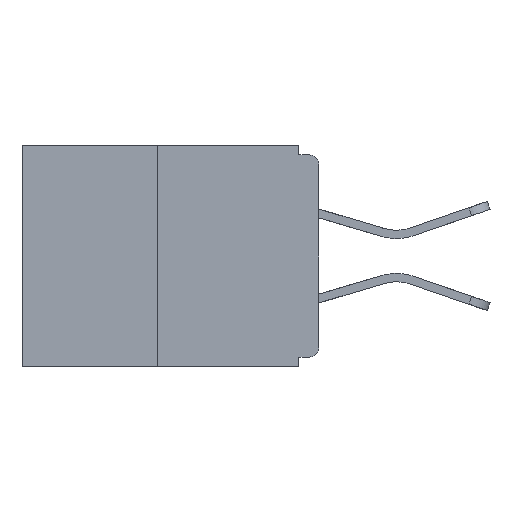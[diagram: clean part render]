
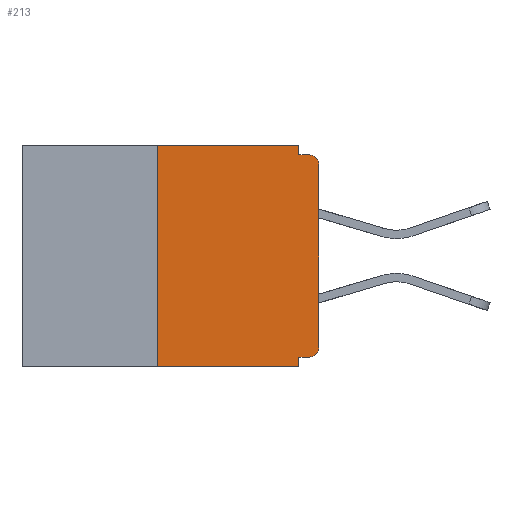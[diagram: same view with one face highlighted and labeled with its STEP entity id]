
A CAD part, left-side view. The second image highlights one B-rep face of the part: STEP entity #213.
In plain terms, the highlighted planar face has unit normal (-1, 0, 0).
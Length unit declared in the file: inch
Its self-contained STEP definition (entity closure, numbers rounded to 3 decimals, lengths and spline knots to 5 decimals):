
#90 = EDGE_CURVE ( 'NONE', #6407, #7368, #7632, .T. ) ;
#161 = DIRECTION ( 'NONE',  ( 0., 0., 1. ) ) ;
#163 = ORIENTED_EDGE ( 'NONE', *, *, #8239, .F. ) ;
#213 = ADVANCED_FACE ( 'NONE', ( #10394 ), #11563, .F. ) ;
#375 = DIRECTION ( 'NONE',  ( 0., -1., 0. ) ) ;
#480 = CARTESIAN_POINT ( 'NONE',  ( 0., 0., -0.313 ) ) ;
#539 = DIRECTION ( 'NONE',  ( 1., 0., 0. ) ) ;
#880 = DIRECTION ( 'NONE',  ( 0., -1., 0. ) ) ;
#917 = ORIENTED_EDGE ( 'NONE', *, *, #7953, .T. ) ;
#1058 = AXIS2_PLACEMENT_3D ( 'NONE', #10227, #7355, #3733 ) ;
#1064 = CARTESIAN_POINT ( 'NONE',  ( 0., 0.031, -0.343 ) ) ;
#1102 = CARTESIAN_POINT ( 'NONE',  ( 0., 0.031, -0.328 ) ) ;
#1123 = ORIENTED_EDGE ( 'NONE', *, *, #1581, .T. ) ;
#1245 = CARTESIAN_POINT ( 'NONE',  ( 0., 0.25, 0. ) ) ;
#1489 = CARTESIAN_POINT ( 'NONE',  ( 0., 0.031, 0. ) ) ;
#1554 = EDGE_CURVE ( 'NONE', #10820, #10244, #4506, .T. ) ;
#1581 = EDGE_CURVE ( 'NONE', #9793, #10521, #3789, .T. ) ;
#1583 = DIRECTION ( 'NONE',  ( 0., 0., -1. ) ) ;
#1738 = CARTESIAN_POINT ( 'NONE',  ( 0., 0.25, -0.343 ) ) ;
#1798 = ORIENTED_EDGE ( 'NONE', *, *, #90, .F. ) ;
#2170 = EDGE_CURVE ( 'NONE', #10244, #6507, #4921, .T. ) ;
#2391 = DIRECTION ( 'NONE',  ( 0., 0., -1. ) ) ;
#2779 = VECTOR ( 'NONE', #5716, 39.37008 ) ;
#3115 = AXIS2_PLACEMENT_3D ( 'NONE', #8121, #11733, #1583 ) ;
#3536 = VECTOR ( 'NONE', #7492, 39.37008 ) ;
#3603 = AXIS2_PLACEMENT_3D ( 'NONE', #6029, #539, #2391 ) ;
#3646 = VECTOR ( 'NONE', #5970, 39.37008 ) ;
#3733 = DIRECTION ( 'NONE',  ( 0., 0., -1. ) ) ;
#3789 = CIRCLE ( 'NONE', #1058, 0.015 ) ;
#3811 = CARTESIAN_POINT ( 'NONE',  ( 0., 0.46, 0. ) ) ;
#3915 = CARTESIAN_POINT ( 'NONE',  ( 0., 0.031, -0.343 ) ) ;
#4095 = VERTEX_POINT ( 'NONE', #11435 ) ;
#4197 = LINE ( 'NONE', #4997, #3646 ) ;
#4304 = ORIENTED_EDGE ( 'NONE', *, *, #1554, .F. ) ;
#4409 = VECTOR ( 'NONE', #10185, 39.37008 ) ;
#4506 = LINE ( 'NONE', #3811, #9708 ) ;
#4586 = CARTESIAN_POINT ( 'NONE',  ( 0., 0.015, -0.015 ) ) ;
#4815 = EDGE_LOOP ( 'NONE', ( #4304, #9389, #5369, #1798, #9243, #1123, #917, #6851, #163, #10675 ) ) ;
#4921 = LINE ( 'NONE', #11647, #5219 ) ;
#4997 = CARTESIAN_POINT ( 'NONE',  ( 0., 0., 0. ) ) ;
#5219 = VECTOR ( 'NONE', #5309, 39.37008 ) ;
#5309 = DIRECTION ( 'NONE',  ( 0., 0., -1. ) ) ;
#5369 = ORIENTED_EDGE ( 'NONE', *, *, #7349, .T. ) ;
#5486 = LINE ( 'NONE', #5917, #6625 ) ;
#5655 = CARTESIAN_POINT ( 'NONE',  ( 0., 0., -0.328 ) ) ;
#5716 = DIRECTION ( 'NONE',  ( 0., 0., -1. ) ) ;
#5917 = CARTESIAN_POINT ( 'NONE',  ( 0., 0., -0.015 ) ) ;
#5961 = EDGE_CURVE ( 'NONE', #9793, #6407, #7833, .T. ) ;
#5970 = DIRECTION ( 'NONE',  ( 0., 0., 1. ) ) ;
#6029 = CARTESIAN_POINT ( 'NONE',  ( 0., 0.46, 0. ) ) ;
#6407 = VERTEX_POINT ( 'NONE', #1102 ) ;
#6489 = CARTESIAN_POINT ( 'NONE',  ( 0., 0.25, 0. ) ) ;
#6507 = VERTEX_POINT ( 'NONE', #10597 ) ;
#6625 = VECTOR ( 'NONE', #375, 39.37008 ) ;
#6851 = ORIENTED_EDGE ( 'NONE', *, *, #8505, .T. ) ;
#7159 = LINE ( 'NONE', #6489, #10769 ) ;
#7284 = CARTESIAN_POINT ( 'NONE',  ( 0., 0.015, -0.328 ) ) ;
#7349 = EDGE_CURVE ( 'NONE', #10718, #7368, #11773, .T. ) ;
#7355 = DIRECTION ( 'NONE',  ( -1., 0., 0. ) ) ;
#7368 = VERTEX_POINT ( 'NONE', #3915 ) ;
#7492 = DIRECTION ( 'NONE',  ( 0., 1., 0. ) ) ;
#7517 = VERTEX_POINT ( 'NONE', #4586 ) ;
#7632 = LINE ( 'NONE', #1064, #2779 ) ;
#7833 = LINE ( 'NONE', #5655, #3536 ) ;
#7953 = EDGE_CURVE ( 'NONE', #10521, #4095, #4197, .T. ) ;
#8121 = CARTESIAN_POINT ( 'NONE',  ( 0., 0.015, -0.03 ) ) ;
#8239 = EDGE_CURVE ( 'NONE', #6507, #7517, #5486, .T. ) ;
#8505 = EDGE_CURVE ( 'NONE', #4095, #7517, #11829, .T. ) ;
#9243 = ORIENTED_EDGE ( 'NONE', *, *, #5961, .F. ) ;
#9389 = ORIENTED_EDGE ( 'NONE', *, *, #11138, .F. ) ;
#9708 = VECTOR ( 'NONE', #880, 39.37008 ) ;
#9793 = VERTEX_POINT ( 'NONE', #7284 ) ;
#10185 = DIRECTION ( 'NONE',  ( 0., -1., 0. ) ) ;
#10227 = CARTESIAN_POINT ( 'NONE',  ( 0., 0.015, -0.313 ) ) ;
#10244 = VERTEX_POINT ( 'NONE', #1489 ) ;
#10394 = FACE_OUTER_BOUND ( 'NONE', #4815, .T. ) ;
#10521 = VERTEX_POINT ( 'NONE', #480 ) ;
#10597 = CARTESIAN_POINT ( 'NONE',  ( 0., 0.031, -0.015 ) ) ;
#10675 = ORIENTED_EDGE ( 'NONE', *, *, #2170, .F. ) ;
#10718 = VERTEX_POINT ( 'NONE', #1738 ) ;
#10769 = VECTOR ( 'NONE', #161, 39.37008 ) ;
#10820 = VERTEX_POINT ( 'NONE', #1245 ) ;
#11138 = EDGE_CURVE ( 'NONE', #10718, #10820, #7159, .T. ) ;
#11435 = CARTESIAN_POINT ( 'NONE',  ( 0., 0., -0.03 ) ) ;
#11563 = PLANE ( 'NONE',  #3603 ) ;
#11647 = CARTESIAN_POINT ( 'NONE',  ( 0., 0.031, 0. ) ) ;
#11733 = DIRECTION ( 'NONE',  ( -1., 0., 0. ) ) ;
#11773 = LINE ( 'NONE', #11906, #4409 ) ;
#11829 = CIRCLE ( 'NONE', #3115, 0.015 ) ;
#11906 = CARTESIAN_POINT ( 'NONE',  ( 0., 0.46, -0.343 ) ) ;
